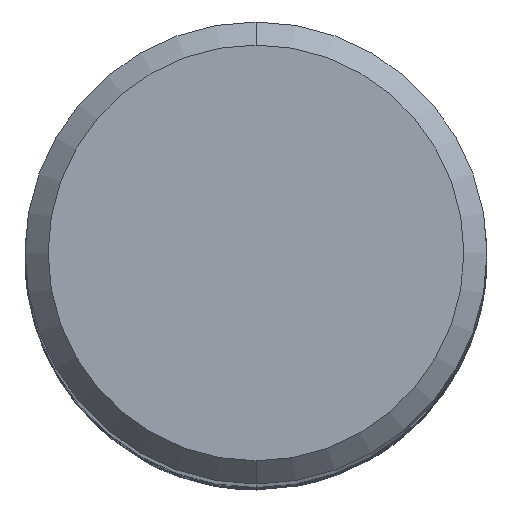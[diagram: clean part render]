
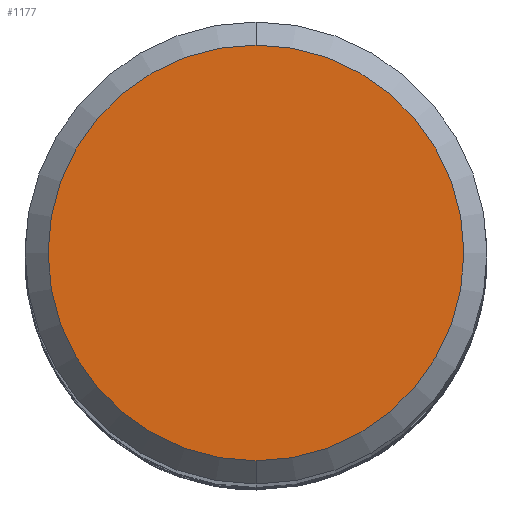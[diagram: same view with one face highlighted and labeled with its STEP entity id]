
A CAD part, top view. The second image highlights one B-rep face of the part: STEP entity #1177.
In plain terms, the highlighted planar face has unit normal (0, 0, 1).
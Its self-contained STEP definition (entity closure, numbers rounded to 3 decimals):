
#1177=ADVANCED_FACE('',(#3262),#3263,.T.);
#1765=VERTEX_POINT('',#3899);
#1985=EDGE_CURVE('',#1765,#2747,#4140,.T.);
#2443=EDGE_CURVE('',#2747,#1765,#4639,.T.);
#2747=VERTEX_POINT('',#4975);
#3262=FACE_OUTER_BOUND('',#6597,.T.);
#3263=PLANE('',#6598);
#3899=CARTESIAN_POINT('',(0.0,5.4,0.0));
#4140=CIRCLE('',#15861,5.4);
#4639=CIRCLE('',#20625,5.4);
#4975=CARTESIAN_POINT('',(0.,-5.4,0.0));
#6597=EDGE_LOOP('',(#29960,#29961));
#6598=AXIS2_PLACEMENT_3D('',#29962,#29963,#29964);
#15861=AXIS2_PLACEMENT_3D('',#30842,#30843,#30844);
#20625=AXIS2_PLACEMENT_3D('',#31379,#31380,#31381);
#29960=ORIENTED_EDGE('',*,*,#1985,.F.);
#29961=ORIENTED_EDGE('',*,*,#2443,.F.);
#29962=CARTESIAN_POINT('',(0.0,2.7,0.0));
#29963=DIRECTION('',(-0.0,0.0,1.0));
#29964=DIRECTION('',(0.0,-1.0,0.0));
#30842=CARTESIAN_POINT('',(0.0,0.0,0.0));
#30843=DIRECTION('',(0.0,0.0,-1.0));
#30844=DIRECTION('',(0.0,1.0,0.0));
#31379=CARTESIAN_POINT('',(0.0,0.0,0.0));
#31380=DIRECTION('',(0.0,0.0,-1.0));
#31381=DIRECTION('',(0.0,1.0,0.0));
